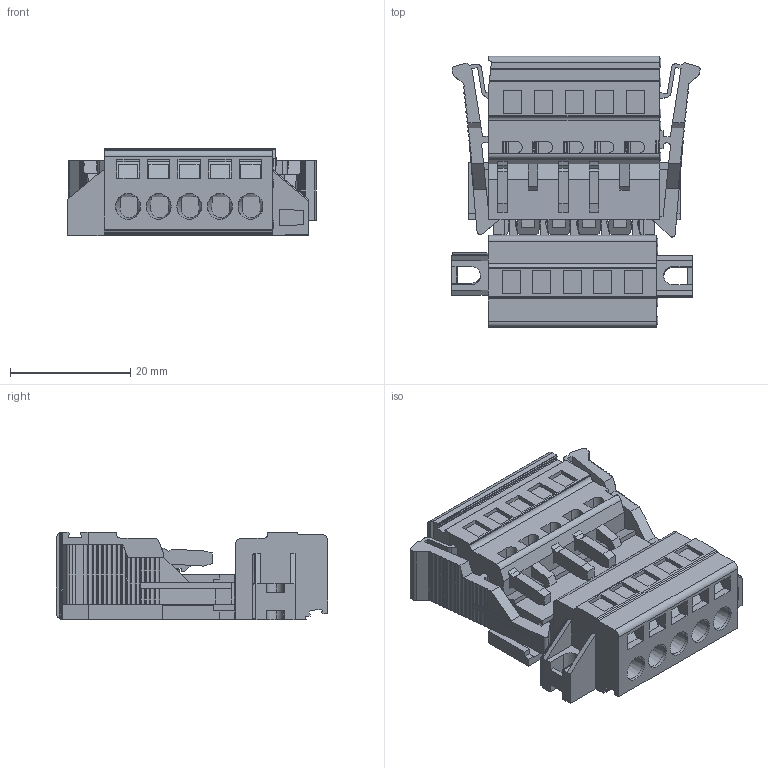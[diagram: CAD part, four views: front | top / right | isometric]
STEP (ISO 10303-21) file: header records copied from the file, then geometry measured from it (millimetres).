
FILE_DESCRIPTION(/* description */ ('Unknown'),/* implementation_level */ '2;1');
FILE_NAME(/* name */ 'DPSC5_08PM_5W_3D_MODEL_SOLID',/* time_stamp */ '2025-07-04T09:27:57+06:00',/* author */ ('Unknown'),/* organization */ ('Unknown'),/* preprocessor_version */ 'ST-DEVELOPER v16.7',/* originating_system */ 'Solid Edge',/* authorisation */ 'Unknown');
FILE_SCHEMA (('AUTOMOTIVE_DESIGN {1 0 10303 214 3 1 1}'));
Products named in the file (1): DPSC5_08PM_5W_3D_MODEL_SOLID
Bounding box: 41.23 x 45.05 x 14.5 mm (x, y, z)
Volume: 15762.2 mm3; surface area: 11104.5 mm2
Topology: 1 solids, 16 shells, 2171 faces, 6040 edges, 3952 vertices
Faces by surface type: plane 1504, cylinder 427, bspline 185, torus 26, cone 17, sphere 12
Full cylindrical faces by diameter (mm): 0.8 x7, 1.2 x2, 1.5 x11, 2.9 x5, 3.7 x5
Entity records: 90857 total; most frequent: CARTESIAN_POINT 21118, ORIENTED_EDGE 11834, DIRECTION 10397, EDGE_CURVE 5917, LINE 4323, VECTOR 4323, VERTEX_POINT 3922, AXIS2_PLACEMENT_3D 3037
